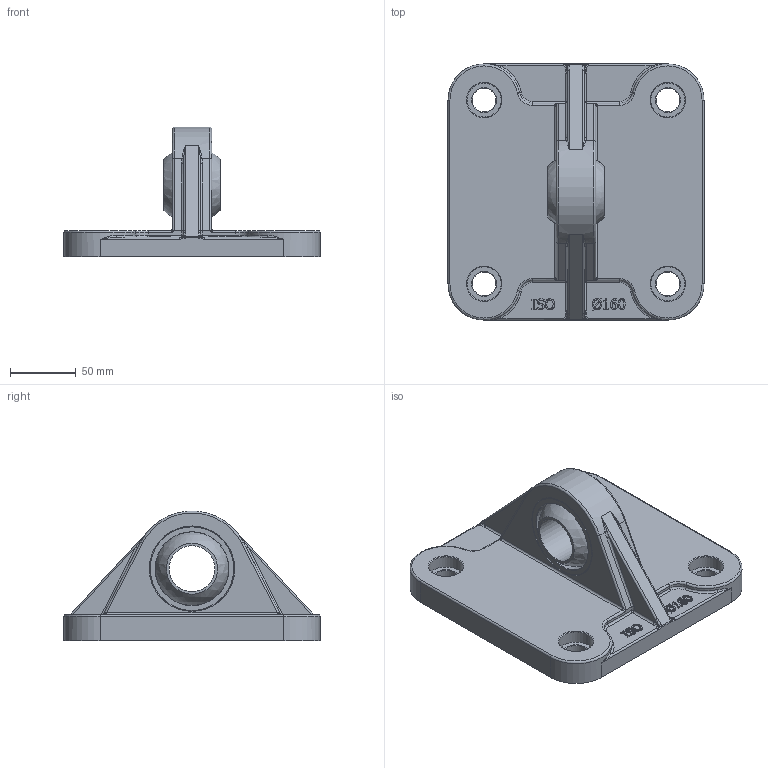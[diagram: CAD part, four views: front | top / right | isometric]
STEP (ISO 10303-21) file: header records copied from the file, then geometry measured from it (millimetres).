
FILE_DESCRIPTION((''),'2;1');
FILE_NAME('CMSI160.stp','2015-01-27T16:26:44',('carlo.corazza'),(''),'Autodesk Inventor 2012','Autodesk Inventor 2012','');
FILE_SCHEMA(('AUTOMOTIVE_DESIGN { 1 0 10303 214 1 1 1 1 }'));
Length unit declared in the file: millimetre
Products named in the file (1): CMSI160
Bounding box: 195 x 195 x 98.84 mm (x, y, z)
Volume: 793431 mm3; surface area: 127620.9 mm2
Topology: 1 solids, 1 shells, 561 faces, 1333 edges, 796 vertices
Faces by surface type: cylinder 163, torus 131, bspline 126, plane 116, cone 19, sphere 6
Full cylindrical faces by diameter (mm): 18 x4, 26 x4, 35 x1, 56 x2, 65 x1
Entity records: 19774 total; most frequent: CARTESIAN_POINT 6816, ORIENTED_EDGE 2576, DIRECTION 2520, EDGE_CURVE 1288, AXIS2_PLACEMENT_3D 1028, VERTEX_POINT 792, EDGE_LOOP 634, CIRCLE 568
